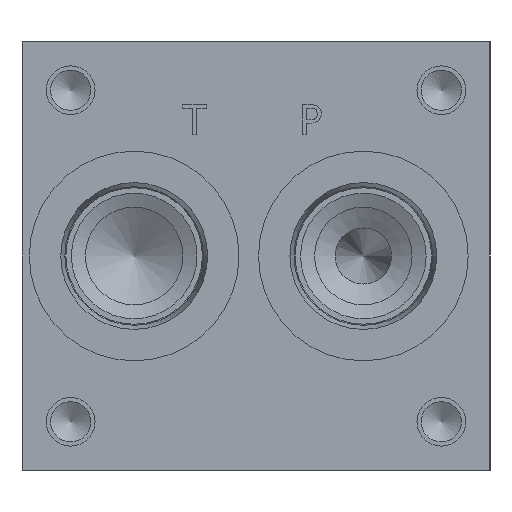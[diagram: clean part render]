
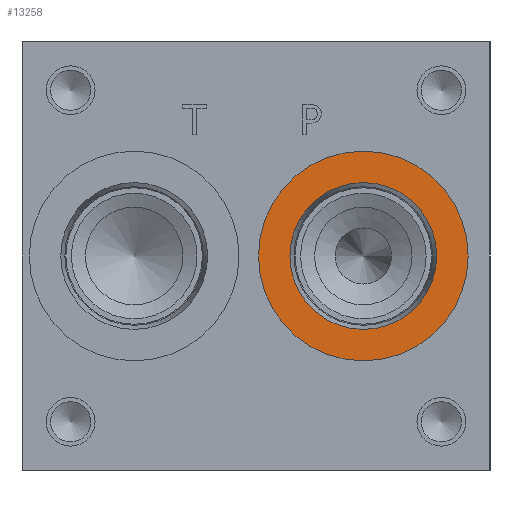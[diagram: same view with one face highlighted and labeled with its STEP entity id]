
A CAD part, left-side view. The second image highlights one B-rep face of the part: STEP entity #13258.
In plain terms, the highlighted planar face has unit normal (-1, 0, 0).
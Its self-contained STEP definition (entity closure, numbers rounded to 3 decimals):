
#323=CIRCLE('',#13933,17.069);
#324=CIRCLE('',#13934,17.069);
#325=CIRCLE('',#13935,11.951);
#663=FACE_BOUND('',#2483,.T.);
#1719=FACE_OUTER_BOUND('',#2482,.T.);
#2482=EDGE_LOOP('',(#11031,#11032));
#2483=EDGE_LOOP('',(#11033));
#6016=VERTEX_POINT('',#22398);
#6017=VERTEX_POINT('',#22399);
#6018=VERTEX_POINT('',#22402);
#7775=EDGE_CURVE('',#6016,#6017,#323,.T.);
#7776=EDGE_CURVE('',#6017,#6016,#324,.T.);
#7777=EDGE_CURVE('',#6018,#6018,#325,.T.);
#11031=ORIENTED_EDGE('',*,*,#7775,.T.);
#11032=ORIENTED_EDGE('',*,*,#7776,.T.);
#11033=ORIENTED_EDGE('',*,*,#7777,.F.);
#12252=PLANE('',#13932);
#13258=ADVANCED_FACE('',(#1719,#663),#12252,.T.);
#13932=AXIS2_PLACEMENT_3D('',#22397,#16362,#16363);
#13933=AXIS2_PLACEMENT_3D('',#22400,#16364,#16365);
#13934=AXIS2_PLACEMENT_3D('',#22401,#16366,#16367);
#13935=AXIS2_PLACEMENT_3D('',#22403,#16368,#16369);
#16362=DIRECTION('center_axis',(-1.,0.,0.));
#16363=DIRECTION('ref_axis',(0.,1.,0.));
#16364=DIRECTION('center_axis',(-1.,0.,0.));
#16365=DIRECTION('ref_axis',(0.,1.,0.));
#16366=DIRECTION('center_axis',(-1.,0.,0.));
#16367=DIRECTION('ref_axis',(0.,1.,0.));
#16368=DIRECTION('center_axis',(-1.,0.,0.));
#16369=DIRECTION('ref_axis',(0.,1.,0.));
#22397=CARTESIAN_POINT('Origin',(0.787,20.625,34.925));
#22398=CARTESIAN_POINT('',(0.787,37.694,34.925));
#22399=CARTESIAN_POINT('',(0.787,3.556,34.925));
#22400=CARTESIAN_POINT('Origin',(0.787,20.625,34.925));
#22401=CARTESIAN_POINT('Origin',(0.787,20.625,34.925));
#22402=CARTESIAN_POINT('',(0.787,8.674,34.925));
#22403=CARTESIAN_POINT('Origin',(0.787,20.625,34.925));
